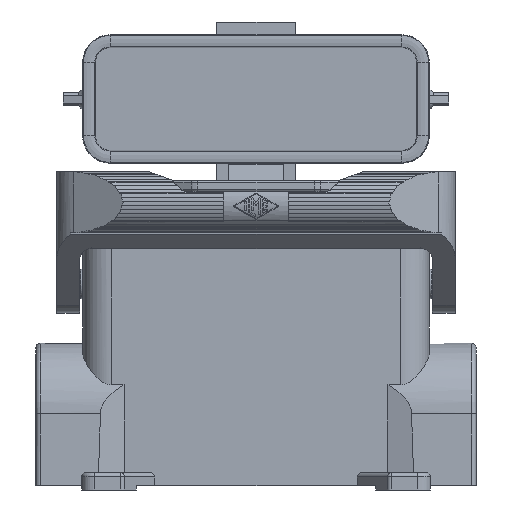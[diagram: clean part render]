
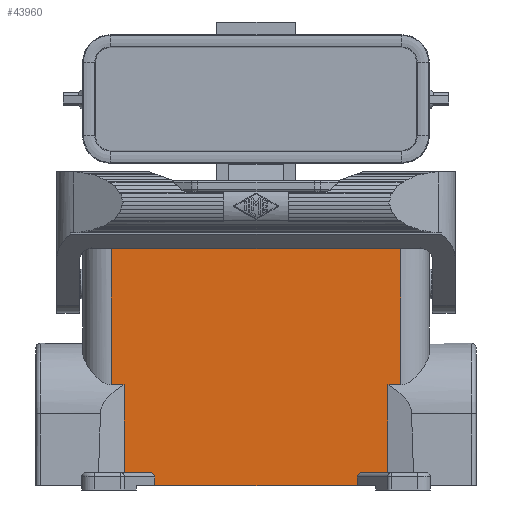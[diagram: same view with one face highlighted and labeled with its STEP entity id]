
A CAD part, front view. The second image highlights one B-rep face of the part: STEP entity #43960.
In plain terms, the highlighted face is planar.
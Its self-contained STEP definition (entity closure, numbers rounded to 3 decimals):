
#16670=CARTESIAN_POINT('',(-20.388,-53.,29.4));
#16680=VERTEX_POINT('',#16670);
#16710=CARTESIAN_POINT('',(3.07,-53.,29.4));
#16720=DIRECTION('',(1.,0.,0.));
#16730=VECTOR('',#16720,1.);
#16740=LINE('',#16710,#16730);
#16750=CARTESIAN_POINT('',(26.188,-53.,29.4));
#16760=VERTEX_POINT('',#16750);
#16770=EDGE_CURVE('',#16680,#16760,#16740,.T.);
#23010=CARTESIAN_POINT('',(-30.35,3.,29.4));
#23020=VERTEX_POINT('',#23010);
#23450=CARTESIAN_POINT('',(36.15,3.,29.4));
#23460=VERTEX_POINT('',#23450);
#23490=CARTESIAN_POINT('',(42.65,3.,29.4));
#23500=DIRECTION('',(-1.,0.,0.));
#23510=VECTOR('',#23500,1.);
#23520=LINE('',#23490,#23510);
#23530=EDGE_CURVE('',#23460,#23020,#23520,.T.);
#42800=CARTESIAN_POINT('',(26.188,-53.,29.4));
#42810=DIRECTION('',(0.,-1.,0.));
#42820=VECTOR('',#42810,1.);
#42830=LINE('',#42800,#42820);
#42840=CARTESIAN_POINT('',(26.188,-51.,29.4));
#42850=VERTEX_POINT('',#42840);
#42860=EDGE_CURVE('',#42850,#16760,#42830,.T.);
#43040=CARTESIAN_POINT('',(-30.35,3.,29.4));
#43050=DIRECTION('',(0.,0.,1.));
#43060=DIRECTION('',(1.,0.,0.));
#43070=AXIS2_PLACEMENT_3D('',#43040,#43050,#43060);
#43080=PLANE('',#43070);
#43090=CARTESIAN_POINT('',(36.15,3.,29.4));
#43100=DIRECTION('',(0.,-1.,0.));
#43110=VECTOR('',#43100,1.);
#43120=LINE('',#43090,#43110);
#43130=CARTESIAN_POINT('',(36.15,-29.812,29.4));
#43140=VERTEX_POINT('',#43130);
#43150=EDGE_CURVE('',#23460,#43140,#43120,.T.);
#43160=ORIENTED_EDGE('',*,*,#43150,.F.);
#43170=CARTESIAN_POINT('',(-47.6,-29.812,29.4));
#43180=DIRECTION('',(1.,0.,0.));
#43190=VECTOR('',#43180,1.);
#43200=LINE('',#43170,#43190);
#43210=CARTESIAN_POINT('',(33.189,-29.812,29.4));
#43220=VERTEX_POINT('',#43210);
#43230=EDGE_CURVE('',#43220,#43140,#43200,.T.);
#43240=ORIENTED_EDGE('',*,*,#43230,.T.);
#43250=CARTESIAN_POINT('',(33.189,-53.,29.4));
#43260=DIRECTION('',(0.,-1.,0.));
#43270=VECTOR('',#43260,1.);
#43280=LINE('',#43250,#43270);
#43290=CARTESIAN_POINT('',(33.189,-50.,29.4));
#43300=VERTEX_POINT('',#43290);
#43310=EDGE_CURVE('',#43220,#43300,#43280,.T.);
#43320=ORIENTED_EDGE('',*,*,#43310,.F.);
#43330=CARTESIAN_POINT('',(3.07,-50.,29.4));
#43340=DIRECTION('',(-1.,0.,0.));
#43350=VECTOR('',#43340,1.);
#43360=LINE('',#43330,#43350);
#43370=CARTESIAN_POINT('',(27.409,-50.,29.4));
#43380=VERTEX_POINT('',#43370);
#43390=EDGE_CURVE('',#43300,#43380,#43360,.T.);
#43400=ORIENTED_EDGE('',*,*,#43390,.F.);
#43410=CARTESIAN_POINT('',(27.409,-51.,29.4));
#43420=DIRECTION('',(0.,0.,1.));
#43430=DIRECTION('',(1.,0.,0.));
#43440=AXIS2_PLACEMENT_3D('',#43410,#43420,#43430);
#43450=ELLIPSE('',#43440,1.221,1.);
#43460=EDGE_CURVE('',#43380,#42850,#43450,.T.);
#43470=ORIENTED_EDGE('',*,*,#43460,.F.);
#43480=ORIENTED_EDGE('',*,*,#42860,.F.);
#43490=ORIENTED_EDGE('',*,*,#16770,.T.);
#43500=CARTESIAN_POINT('',(-20.388,-53.,29.4));
#43510=DIRECTION('',(0.,-1.,0.));
#43520=VECTOR('',#43510,1.);
#43530=LINE('',#43500,#43520);
#43540=CARTESIAN_POINT('',(-20.388,-51.,29.4));
#43550=VERTEX_POINT('',#43540);
#43560=EDGE_CURVE('',#43550,#16680,#43530,.T.);
#43570=ORIENTED_EDGE('',*,*,#43560,.T.);
#43580=CARTESIAN_POINT('',(-21.609,-51.,29.4));
#43590=DIRECTION('',(0.,0.,1.));
#43600=DIRECTION('',(1.,0.,0.));
#43610=AXIS2_PLACEMENT_3D('',#43580,#43590,#43600);
#43620=ELLIPSE('',#43610,1.221,1.);
#43630=CARTESIAN_POINT('',(-21.609,-50.,29.4));
#43640=VERTEX_POINT('',#43630);
#43650=EDGE_CURVE('',#43550,#43640,#43620,.T.);
#43660=ORIENTED_EDGE('',*,*,#43650,.F.);
#43670=CARTESIAN_POINT('',(3.07,-50.,29.4));
#43680=DIRECTION('',(1.,0.,0.));
#43690=VECTOR('',#43680,1.);
#43700=LINE('',#43670,#43690);
#43710=CARTESIAN_POINT('',(-27.389,-50.,29.4));
#43720=VERTEX_POINT('',#43710);
#43730=EDGE_CURVE('',#43720,#43640,#43700,.T.);
#43740=ORIENTED_EDGE('',*,*,#43730,.T.);
#43750=CARTESIAN_POINT('',(-27.389,-53.,29.4));
#43760=DIRECTION('',(0.,-1.,0.));
#43770=VECTOR('',#43760,1.);
#43780=LINE('',#43750,#43770);
#43790=CARTESIAN_POINT('',(-27.389,-29.812,29.4));
#43800=VERTEX_POINT('',#43790);
#43810=EDGE_CURVE('',#43800,#43720,#43780,.T.);
#43820=ORIENTED_EDGE('',*,*,#43810,.T.);
#43830=CARTESIAN_POINT('',(-30.35,-29.812,29.4));
#43840=VERTEX_POINT('',#43830);
#43850=EDGE_CURVE('',#43840,#43800,#43200,.T.);
#43860=ORIENTED_EDGE('',*,*,#43850,.T.);
#43870=CARTESIAN_POINT('',(-30.35,3.,29.4));
#43880=DIRECTION('',(0.,-1.,0.));
#43890=VECTOR('',#43880,1.);
#43900=LINE('',#43870,#43890);
#43910=EDGE_CURVE('',#23020,#43840,#43900,.T.);
#43920=ORIENTED_EDGE('',*,*,#43910,.T.);
#43930=ORIENTED_EDGE('',*,*,#23530,.T.);
#43940=EDGE_LOOP('',(#43930,#43920,#43860,#43820,#43740,#43660,#43570,
#43490,#43480,#43470,#43400,#43320,#43240,#43160));
#43950=FACE_OUTER_BOUND('',#43940,.T.);
#43960=ADVANCED_FACE('',(#43950),#43080,.T.);
